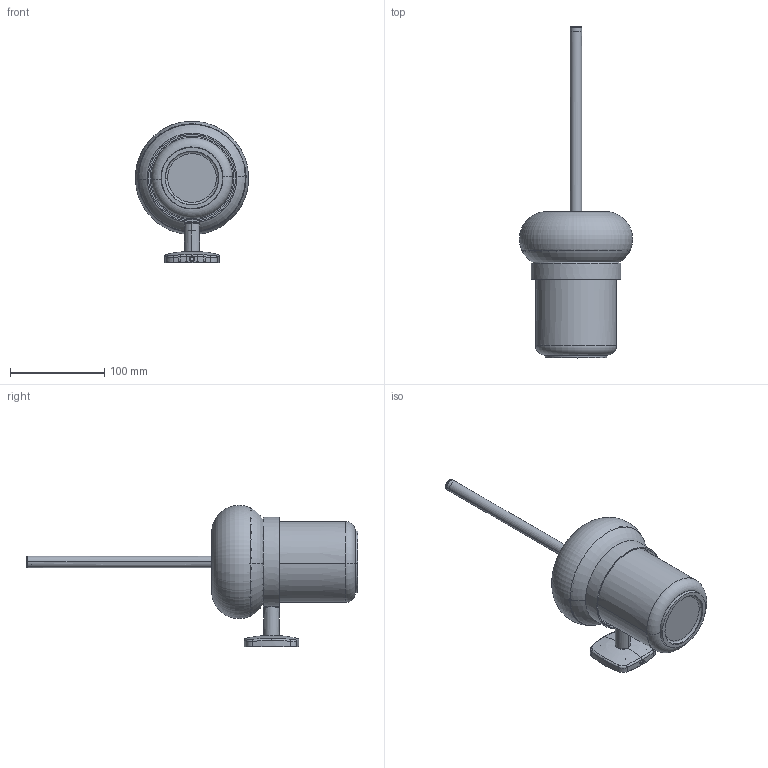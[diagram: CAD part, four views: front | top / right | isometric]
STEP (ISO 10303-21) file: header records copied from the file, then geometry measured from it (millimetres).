
FILE_DESCRIPTION((''),'2;1');
FILE_NAME('D0980530_ASM','2020-10-15T',('fpd05'),(''),'CREO PARAMETRIC BY PTC INC, 2015480','CREO PARAMETRIC BY PTC INC, 2015480','');
FILE_SCHEMA(('CONFIG_CONTROL_DESIGN'));
Products named in the file (10): 80D0380530; 80D0980530; 85D07090; 84D07090; 86D07090; 82D07090; 83D07090; 8SD98X53X05; 8JM5X30; D0980530_ASM
Assembly tree (9 placements, depth 2):
  D0980530_ASM
    80D0380530
    80D0980530
    85D07090
    84D07090
    86D07090
    82D07090
    83D07090
    8SD98X53X05
    8JM5X30
Bounding box: 120.32 x 352.69 x 150.17 mm (x, y, z)
Surface area: 256646 mm2 (no closed solid volume)
Topology: 0 solids, 0 shells, 490 faces, 2440 edges, 2396 vertices
Faces by surface type: bspline 416, torus 48, sphere 26
Entity records: 49720 total; most frequent: CARTESIAN_POINT 29615, DIRECTION 3055, TRIMMED_CURVE 2384, DEFINITIONAL_REPRESENTATION 2348, PCURVE 2348, COMPOSITE_CURVE_SEGMENT 2348, VECTOR 1899, LINE 1899
